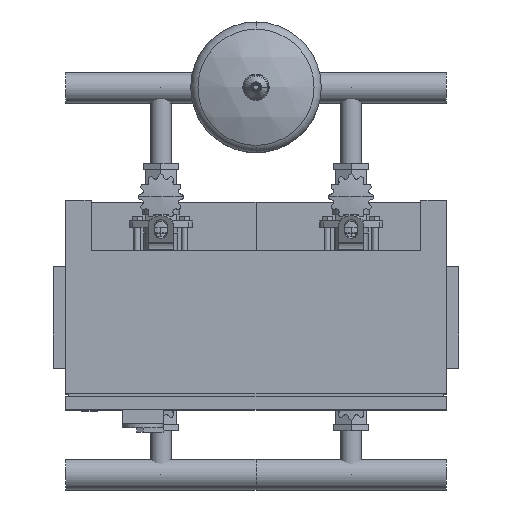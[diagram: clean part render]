
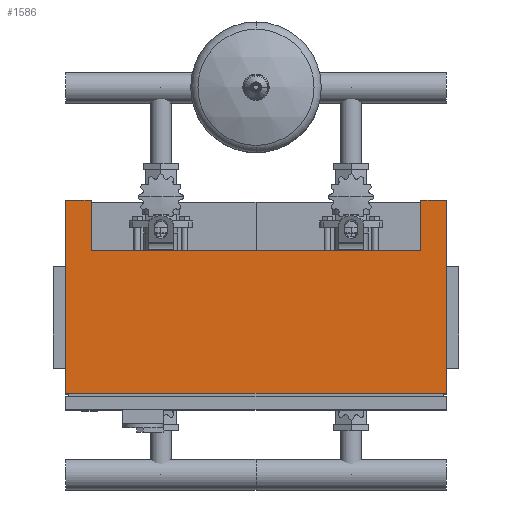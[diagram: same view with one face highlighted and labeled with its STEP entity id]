
A CAD part, top view. The second image highlights one B-rep face of the part: STEP entity #1586.
In plain terms, the highlighted planar face has unit normal (0, 0, 1).
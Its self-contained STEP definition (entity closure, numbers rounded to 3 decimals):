
#402=CARTESIAN_POINT('',(560.0,70.0,1870.0));
#403=VERTEX_POINT('',#402);
#420=CARTESIAN_POINT('',(40.,70.0,1870.0));
#421=VERTEX_POINT('',#420);
#428=CARTESIAN_POINT('',(560.0,70.0,1870.0));
#429=DIRECTION('',(-1.0,0.0,0.0));
#430=VECTOR('',#429,520.0);
#431=LINE('',#428,#430);
#432=EDGE_CURVE('',#403,#421,#431,.T.);
#1492=CARTESIAN_POINT('',(600.0,-155.0,1870.0));
#1493=VERTEX_POINT('',#1492);
#1502=CARTESIAN_POINT('',(0.,-155.0,1870.0));
#1503=VERTEX_POINT('',#1502);
#1504=CARTESIAN_POINT('',(0.,-155.0,1870.0));
#1505=DIRECTION('',(1.0,0.0,0.0));
#1506=VECTOR('',#1505,600.0);
#1507=LINE('',#1504,#1506);
#1508=EDGE_CURVE('',#1503,#1493,#1507,.T.);
#1533=CARTESIAN_POINT('',(0.,70.0,1870.0));
#1534=DIRECTION('',(0.0,0.0,1.0));
#1535=DIRECTION('',(0.0,-1.0,0.0));
#1536=AXIS2_PLACEMENT_3D('',#1533,#1534,#1535);
#1537=PLANE('',#1536);
#1538=ORIENTED_EDGE('',*,*,#1508,.T.);
#1539=CARTESIAN_POINT('',(600.0,150.0,1870.0));
#1540=VERTEX_POINT('',#1539);
#1541=CARTESIAN_POINT('',(600.0,150.0,1870.0));
#1542=DIRECTION('',(0.0,-1.0,0.0));
#1543=VECTOR('',#1542,305.0);
#1544=LINE('',#1541,#1543);
#1545=EDGE_CURVE('',#1540,#1493,#1544,.T.);
#1546=ORIENTED_EDGE('',*,*,#1545,.F.);
#1547=CARTESIAN_POINT('',(560.0,150.0,1870.0));
#1548=VERTEX_POINT('',#1547);
#1549=CARTESIAN_POINT('',(560.0,150.0,1870.0));
#1550=DIRECTION('',(1.0,0.0,0.0));
#1551=VECTOR('',#1550,40.0);
#1552=LINE('',#1549,#1551);
#1553=EDGE_CURVE('',#1548,#1540,#1552,.T.);
#1554=ORIENTED_EDGE('',*,*,#1553,.F.);
#1555=CARTESIAN_POINT('',(560.0,150.0,1870.0));
#1556=DIRECTION('',(0.0,-1.0,0.0));
#1557=VECTOR('',#1556,80.0);
#1558=LINE('',#1555,#1557);
#1559=EDGE_CURVE('',#1548,#403,#1558,.T.);
#1560=ORIENTED_EDGE('',*,*,#1559,.T.);
#1561=ORIENTED_EDGE('',*,*,#432,.T.);
#1562=CARTESIAN_POINT('',(40.,150.0,1870.0));
#1563=VERTEX_POINT('',#1562);
#1564=CARTESIAN_POINT('',(40.,150.0,1870.0));
#1565=DIRECTION('',(0.0,-1.0,0.0));
#1566=VECTOR('',#1565,80.0);
#1567=LINE('',#1564,#1566);
#1568=EDGE_CURVE('',#1563,#421,#1567,.T.);
#1569=ORIENTED_EDGE('',*,*,#1568,.F.);
#1570=CARTESIAN_POINT('',(0.,150.0,1870.0));
#1571=VERTEX_POINT('',#1570);
#1572=CARTESIAN_POINT('',(40.,150.0,1870.0));
#1573=DIRECTION('',(-1.0,0.0,0.0));
#1574=VECTOR('',#1573,40.0);
#1575=LINE('',#1572,#1574);
#1576=EDGE_CURVE('',#1563,#1571,#1575,.T.);
#1577=ORIENTED_EDGE('',*,*,#1576,.T.);
#1578=CARTESIAN_POINT('',(0.,150.0,1870.0));
#1579=DIRECTION('',(0.0,-1.0,0.0));
#1580=VECTOR('',#1579,305.0);
#1581=LINE('',#1578,#1580);
#1582=EDGE_CURVE('',#1571,#1503,#1581,.T.);
#1583=ORIENTED_EDGE('',*,*,#1582,.T.);
#1584=EDGE_LOOP('',(#1538,#1546,#1554,#1560,#1561,#1569,#1577,#1583));
#1585=FACE_OUTER_BOUND('',#1584,.T.);
#1586=ADVANCED_FACE('',(#1585),#1537,.T.);
